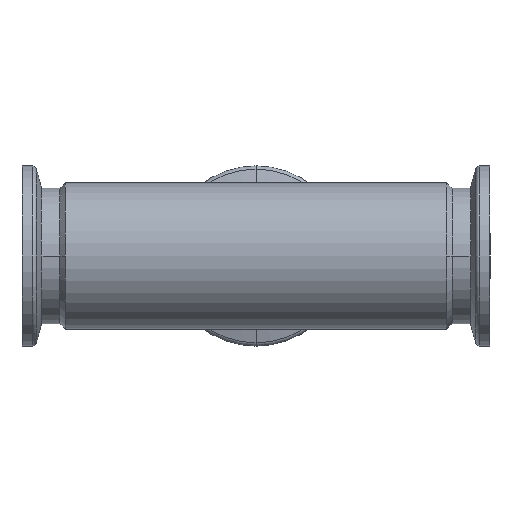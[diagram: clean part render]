
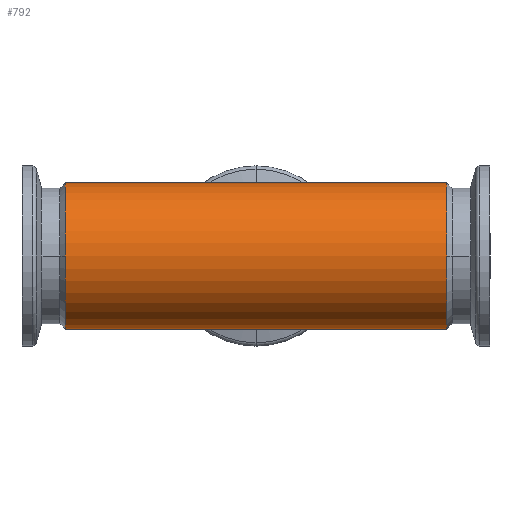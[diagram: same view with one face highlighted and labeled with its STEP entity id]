
A CAD part, front view. The second image highlights one B-rep face of the part: STEP entity #792.
In plain terms, the highlighted cylindrical face has radius 16.25 mm (diameter 32.5 mm), a partial arc.
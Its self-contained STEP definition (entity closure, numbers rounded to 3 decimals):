
#50 = VERTEX_POINT ( 'NONE', #317 ) ;
#52 = AXIS2_PLACEMENT_3D ( 'NONE', #403, #387, #358 ) ;
#101 = EDGE_CURVE ( 'NONE', #668, #679, #736, .T. ) ;
#110 = DIRECTION ( 'NONE',  ( 0., -1., 0. ) ) ;
#112 = VECTOR ( 'NONE', #1086, 1000. ) ;
#115 = DIRECTION ( 'NONE',  ( 0., 1., 0. ) ) ;
#150 = CARTESIAN_POINT ( 'NONE',  ( 0., 0., -16.25 ) ) ;
#169 = DIRECTION ( 'NONE',  ( 0., 1., 0. ) ) ;
#178 = LINE ( 'NONE', #770, #112 ) ;
#183 = CARTESIAN_POINT ( 'NONE',  ( 42.275, 0., 16.25 ) ) ;
#190 = CARTESIAN_POINT ( 'NONE',  ( 42.275, 0., 0. ) ) ;
#198 = AXIS2_PLACEMENT_3D ( 'NONE', #190, #963, #169 ) ;
#208 = CIRCLE ( 'NONE', #1099, 16.25 ) ;
#247 = EDGE_CURVE ( 'NONE', #50, #896, #773, .T. ) ;
#263 = EDGE_CURVE ( 'NONE', #679, #724, #208, .T. ) ;
#299 = CIRCLE ( 'NONE', #198, 16.25 ) ;
#311 = ORIENTED_EDGE ( 'NONE', *, *, #101, .F. ) ;
#317 = CARTESIAN_POINT ( 'NONE',  ( 42.275, -16.25, 0. ) ) ;
#334 = CARTESIAN_POINT ( 'NONE',  ( 42.275, 0., -16.25 ) ) ;
#358 = DIRECTION ( 'NONE',  ( 0., 0., 1. ) ) ;
#387 = DIRECTION ( 'NONE',  ( -1., 0., 0. ) ) ;
#395 = CYLINDRICAL_SURFACE ( 'NONE', #52, 16.25 ) ;
#397 = ORIENTED_EDGE ( 'NONE', *, *, #263, .F. ) ;
#402 = CARTESIAN_POINT ( 'NONE',  ( -42.275, 0., 0. ) ) ;
#403 = CARTESIAN_POINT ( 'NONE',  ( 48.4, 0., 0. ) ) ;
#410 = DIRECTION ( 'NONE',  ( -1., 0., 0. ) ) ;
#412 = DIRECTION ( 'NONE',  ( -1., 0., 0. ) ) ;
#420 = CARTESIAN_POINT ( 'NONE',  ( 48.4, 0., -16.25 ) ) ;
#428 = EDGE_CURVE ( 'NONE', #896, #1232, #1186, .T. ) ;
#443 = ORIENTED_EDGE ( 'NONE', *, *, #247, .F. ) ;
#458 = VERTEX_POINT ( 'NONE', #1199 ) ;
#460 = DIRECTION ( 'NONE',  ( -1., 0., 0. ) ) ;
#482 = VECTOR ( 'NONE', #410, 1000. ) ;
#495 = CARTESIAN_POINT ( 'NONE',  ( 48.4, 0., -16.25 ) ) ;
#506 = EDGE_CURVE ( 'NONE', #919, #458, #1112, .T. ) ;
#521 = ORIENTED_EDGE ( 'NONE', *, *, #506, .T. ) ;
#595 = VECTOR ( 'NONE', #1100, 1000. ) ;
#601 = CARTESIAN_POINT ( 'NONE',  ( -42.275, 0., 0. ) ) ;
#616 = EDGE_LOOP ( 'NONE', ( #1188, #443, #950, #521, #694, #397, #311, #1150 ) ) ;
#668 = VERTEX_POINT ( 'NONE', #779 ) ;
#677 = DIRECTION ( 'NONE',  ( 1., 0., 0. ) ) ;
#679 = VERTEX_POINT ( 'NONE', #784 ) ;
#694 = ORIENTED_EDGE ( 'NONE', *, *, #1128, .T. ) ;
#724 = VERTEX_POINT ( 'NONE', #833 ) ;
#735 = EDGE_CURVE ( 'NONE', #1232, #668, #1246, .T. ) ;
#736 = CIRCLE ( 'NONE', #979, 16.25 ) ;
#770 = CARTESIAN_POINT ( 'NONE',  ( 48.4, 0., 16.25 ) ) ;
#773 = CIRCLE ( 'NONE', #1090, 16.25 ) ;
#778 = FACE_OUTER_BOUND ( 'NONE', #616, .T. ) ;
#779 = CARTESIAN_POINT ( 'NONE',  ( -42.275, 0., -16.25 ) ) ;
#784 = CARTESIAN_POINT ( 'NONE',  ( -42.275, -16.25, 0. ) ) ;
#792 = ADVANCED_FACE ( 'NONE', ( #778 ), #395, .T. ) ;
#799 = VECTOR ( 'NONE', #886, 1000. ) ;
#833 = CARTESIAN_POINT ( 'NONE',  ( -42.275, 0., 16.25 ) ) ;
#837 = DIRECTION ( 'NONE',  ( 0., -1., 0. ) ) ;
#886 = DIRECTION ( 'NONE',  ( -1., 0., 0. ) ) ;
#896 = VERTEX_POINT ( 'NONE', #334 ) ;
#919 = VERTEX_POINT ( 'NONE', #183 ) ;
#950 = ORIENTED_EDGE ( 'NONE', *, *, #1140, .F. ) ;
#963 = DIRECTION ( 'NONE',  ( 1., 0., 0. ) ) ;
#979 = AXIS2_PLACEMENT_3D ( 'NONE', #601, #460, #837 ) ;
#1086 = DIRECTION ( 'NONE',  ( -1., 0., 0. ) ) ;
#1090 = AXIS2_PLACEMENT_3D ( 'NONE', #1111, #677, #115 ) ;
#1099 = AXIS2_PLACEMENT_3D ( 'NONE', #402, #412, #110 ) ;
#1100 = DIRECTION ( 'NONE',  ( -1., 0., 0. ) ) ;
#1104 = CARTESIAN_POINT ( 'NONE',  ( 48.4, 0., 16.25 ) ) ;
#1111 = CARTESIAN_POINT ( 'NONE',  ( 42.275, 0., 0. ) ) ;
#1112 = LINE ( 'NONE', #1104, #595 ) ;
#1128 = EDGE_CURVE ( 'NONE', #458, #724, #178, .T. ) ;
#1140 = EDGE_CURVE ( 'NONE', #919, #50, #299, .T. ) ;
#1150 = ORIENTED_EDGE ( 'NONE', *, *, #735, .F. ) ;
#1186 = LINE ( 'NONE', #420, #799 ) ;
#1188 = ORIENTED_EDGE ( 'NONE', *, *, #428, .F. ) ;
#1199 = CARTESIAN_POINT ( 'NONE',  ( 0., 0., 16.25 ) ) ;
#1232 = VERTEX_POINT ( 'NONE', #150 ) ;
#1246 = LINE ( 'NONE', #495, #482 ) ;
